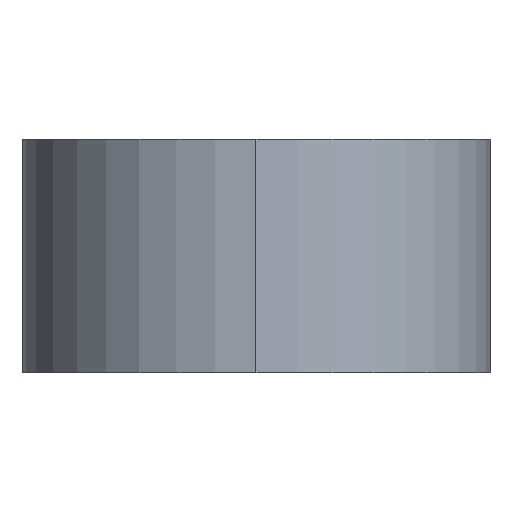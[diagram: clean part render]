
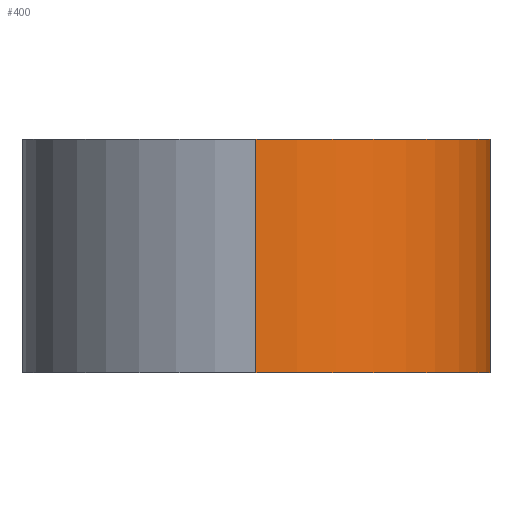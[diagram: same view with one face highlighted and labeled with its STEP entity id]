
A CAD part, left-side view. The second image highlights one B-rep face of the part: STEP entity #400.
In plain terms, the highlighted cylindrical face has radius 10 mm (diameter 20 mm), a partial arc.
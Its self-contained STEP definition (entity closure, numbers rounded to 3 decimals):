
#1 = ORIENTED_EDGE ( 'NONE', *, *, #115, .F. ) ;
#10 = CARTESIAN_POINT ( 'NONE',  ( -203.233, 7.504, 0. ) ) ;
#11 = CARTESIAN_POINT ( 'NONE',  ( -203.233, 7.504, 10. ) ) ;
#18 = DIRECTION ( 'NONE',  ( -1., 0., 0. ) ) ;
#33 = AXIS2_PLACEMENT_3D ( 'NONE', #436, #52, #18 ) ;
#35 = CARTESIAN_POINT ( 'NONE',  ( -203.233, 7.504, 10. ) ) ;
#41 = CARTESIAN_POINT ( 'NONE',  ( -193.233, -2.496, 0. ) ) ;
#49 = EDGE_CURVE ( 'NONE', #262, #50, #122, .T. ) ;
#50 = VERTEX_POINT ( 'NONE', #41 ) ;
#52 = DIRECTION ( 'NONE',  ( 0., 0., -1. ) ) ;
#65 = FACE_OUTER_BOUND ( 'NONE', #450, .T. ) ;
#81 = AXIS2_PLACEMENT_3D ( 'NONE', #202, #325, #239 ) ;
#91 = VERTEX_POINT ( 'NONE', #35 ) ;
#98 = LINE ( 'NONE', #11, #189 ) ;
#105 = DIRECTION ( 'NONE',  ( 1., 0., 0. ) ) ;
#113 = CARTESIAN_POINT ( 'NONE',  ( -193.233, -2.496, 10. ) ) ;
#115 = EDGE_CURVE ( 'NONE', #91, #311, #460, .T. ) ;
#122 = CIRCLE ( 'NONE', #81, 10. ) ;
#176 = ORIENTED_EDGE ( 'NONE', *, *, #364, .T. ) ;
#189 = VECTOR ( 'NONE', #303, 1000. ) ;
#202 = CARTESIAN_POINT ( 'NONE',  ( -193.233, 7.504, 0. ) ) ;
#239 = DIRECTION ( 'NONE',  ( 1., 0., 0. ) ) ;
#260 = CYLINDRICAL_SURFACE ( 'NONE', #33, 10. ) ;
#262 = VERTEX_POINT ( 'NONE', #10 ) ;
#285 = DIRECTION ( 'NONE',  ( 0., 0., 1. ) ) ;
#301 = CARTESIAN_POINT ( 'NONE',  ( -193.233, -2.496, 10. ) ) ;
#303 = DIRECTION ( 'NONE',  ( 0., 0., -1. ) ) ;
#311 = VERTEX_POINT ( 'NONE', #301 ) ;
#325 = DIRECTION ( 'NONE',  ( 0., 0., 1. ) ) ;
#342 = DIRECTION ( 'NONE',  ( 0., 0., -1. ) ) ;
#349 = ORIENTED_EDGE ( 'NONE', *, *, #49, .T. ) ;
#355 = ORIENTED_EDGE ( 'NONE', *, *, #356, .F. ) ;
#356 = EDGE_CURVE ( 'NONE', #311, #50, #431, .T. ) ;
#364 = EDGE_CURVE ( 'NONE', #91, #262, #98, .T. ) ;
#386 = AXIS2_PLACEMENT_3D ( 'NONE', #391, #285, #105 ) ;
#391 = CARTESIAN_POINT ( 'NONE',  ( -193.233, 7.504, 10. ) ) ;
#400 = ADVANCED_FACE ( 'NONE', ( #65 ), #260, .T. ) ;
#426 = VECTOR ( 'NONE', #342, 1000. ) ;
#431 = LINE ( 'NONE', #113, #426 ) ;
#436 = CARTESIAN_POINT ( 'NONE',  ( -193.233, 7.504, 10. ) ) ;
#450 = EDGE_LOOP ( 'NONE', ( #1, #176, #349, #355 ) ) ;
#460 = CIRCLE ( 'NONE', #386, 10. ) ;
